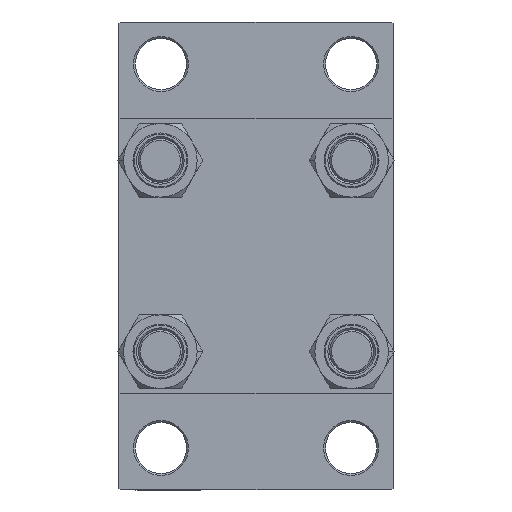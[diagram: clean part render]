
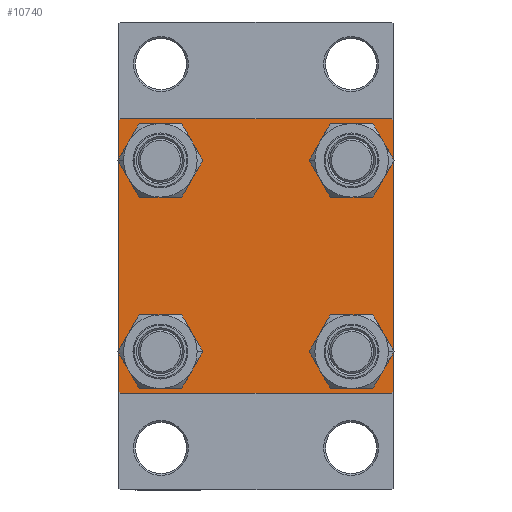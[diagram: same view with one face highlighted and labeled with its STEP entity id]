
A CAD part, left-side view. The second image highlights one B-rep face of the part: STEP entity #10740.
In plain terms, the highlighted planar face has unit normal (-1, 0, 0).
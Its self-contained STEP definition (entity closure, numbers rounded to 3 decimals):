
#257 = ORIENTED_EDGE ( 'NONE', *, *, #18053, .F. ) ;
#312 = VECTOR ( 'NONE', #30821, 1000. ) ;
#388 = CARTESIAN_POINT ( 'NONE',  ( 0., 37.25, -37.25 ) ) ;
#980 = CARTESIAN_POINT ( 'NONE',  ( 0., -37., -37.5 ) ) ;
#1056 = ORIENTED_EDGE ( 'NONE', *, *, #12730, .T. ) ;
#1102 = DIRECTION ( 'NONE',  ( 0., -0.707, -0.707 ) ) ;
#1696 = ORIENTED_EDGE ( 'NONE', *, *, #22437, .T. ) ;
#2070 = DIRECTION ( 'NONE',  ( -1., 0., 0. ) ) ;
#2209 = CARTESIAN_POINT ( 'NONE',  ( 0., 37.25, 37.25 ) ) ;
#2280 = VERTEX_POINT ( 'NONE', #19576 ) ;
#2542 = VERTEX_POINT ( 'NONE', #30001 ) ;
#3205 = DIRECTION ( 'NONE',  ( 0., -0.707, 0.707 ) ) ;
#3500 = VERTEX_POINT ( 'NONE', #36360 ) ;
#3707 = CARTESIAN_POINT ( 'NONE',  ( 0., 37., 37.5 ) ) ;
#3754 = CARTESIAN_POINT ( 'NONE',  ( 0., -26.15, -19.65 ) ) ;
#4584 = CIRCLE ( 'NONE', #29218, 6.5 ) ;
#5459 = AXIS2_PLACEMENT_3D ( 'NONE', #38708, #2070, #5461 ) ;
#5461 = DIRECTION ( 'NONE',  ( 0., 0., 1. ) ) ;
#5930 = FACE_BOUND ( 'NONE', #44241, .T. ) ;
#6069 = DIRECTION ( 'NONE',  ( 0., 0.707, -0.707 ) ) ;
#6283 = AXIS2_PLACEMENT_3D ( 'NONE', #17365, #16402, #9891 ) ;
#6916 = VECTOR ( 'NONE', #33692, 1000. ) ;
#7993 = AXIS2_PLACEMENT_3D ( 'NONE', #36815, #33201, #11753 ) ;
#8219 = EDGE_CURVE ( 'NONE', #23705, #14704, #4584, .T. ) ;
#8502 = CIRCLE ( 'NONE', #36957, 6.5 ) ;
#8747 = VERTEX_POINT ( 'NONE', #32409 ) ;
#8901 = LINE ( 'NONE', #38532, #312 ) ;
#9194 = LINE ( 'NONE', #26552, #30482 ) ;
#9775 = ORIENTED_EDGE ( 'NONE', *, *, #38143, .T. ) ;
#9830 = DIRECTION ( 'NONE',  ( 1., 0., 0. ) ) ;
#9891 = DIRECTION ( 'NONE',  ( 0., 0., 1. ) ) ;
#9894 = CIRCLE ( 'NONE', #22959, 6.5 ) ;
#10330 = ORIENTED_EDGE ( 'NONE', *, *, #43011, .T. ) ;
#10464 = CARTESIAN_POINT ( 'NONE',  ( 0., 26.15, -26.15 ) ) ;
#10740 = ADVANCED_FACE ( 'NONE', ( #24251, #45944, #5930, #46187, #13173 ), #24488, .T. ) ;
#11251 = ORIENTED_EDGE ( 'NONE', *, *, #8219, .T. ) ;
#11720 = LINE ( 'NONE', #388, #40147 ) ;
#11753 = DIRECTION ( 'NONE',  ( 0., 0., 1. ) ) ;
#12730 = EDGE_CURVE ( 'NONE', #3500, #13785, #34766, .T. ) ;
#13148 = EDGE_CURVE ( 'NONE', #2542, #14857, #11720, .T. ) ;
#13173 = FACE_OUTER_BOUND ( 'NONE', #28962, .T. ) ;
#13260 = AXIS2_PLACEMENT_3D ( 'NONE', #10464, #32393, #17695 ) ;
#13785 = VERTEX_POINT ( 'NONE', #23403 ) ;
#14064 = ORIENTED_EDGE ( 'NONE', *, *, #18567, .T. ) ;
#14704 = VERTEX_POINT ( 'NONE', #26315 ) ;
#14792 = CIRCLE ( 'NONE', #13260, 6.5 ) ;
#14857 = VERTEX_POINT ( 'NONE', #20043 ) ;
#16046 = EDGE_LOOP ( 'NONE', ( #1056, #26607 ) ) ;
#16103 = VECTOR ( 'NONE', #6069, 1000. ) ;
#16402 = DIRECTION ( 'NONE',  ( 1., 0., 0. ) ) ;
#16466 = VERTEX_POINT ( 'NONE', #37231 ) ;
#16931 = CARTESIAN_POINT ( 'NONE',  ( 0., -26.15, 26.15 ) ) ;
#17365 = CARTESIAN_POINT ( 'NONE',  ( 0., -26.15, 26.15 ) ) ;
#17412 = ORIENTED_EDGE ( 'NONE', *, *, #32154, .T. ) ;
#17695 = DIRECTION ( 'NONE',  ( 0., 0., 1. ) ) ;
#17704 = DIRECTION ( 'NONE',  ( 0., 0., 1. ) ) ;
#17941 = EDGE_CURVE ( 'NONE', #24954, #2280, #25372, .T. ) ;
#18053 = EDGE_CURVE ( 'NONE', #35810, #2280, #44167, .T. ) ;
#18164 = DIRECTION ( 'NONE',  ( 1., 0., 0. ) ) ;
#18567 = EDGE_CURVE ( 'NONE', #36512, #2542, #8901, .T. ) ;
#18762 = VECTOR ( 'NONE', #3205, 1000. ) ;
#18818 = DIRECTION ( 'NONE',  ( 0., 0., 1. ) ) ;
#19429 = VERTEX_POINT ( 'NONE', #38842 ) ;
#19562 = DIRECTION ( 'NONE',  ( 0., -1., 0. ) ) ;
#19576 = CARTESIAN_POINT ( 'NONE',  ( 0., -37.5, -37. ) ) ;
#19705 = ORIENTED_EDGE ( 'NONE', *, *, #21366, .T. ) ;
#19786 = ORIENTED_EDGE ( 'NONE', *, *, #35253, .T. ) ;
#20043 = CARTESIAN_POINT ( 'NONE',  ( 0., 37., -37.5 ) ) ;
#20676 = VERTEX_POINT ( 'NONE', #38133 ) ;
#20780 = LINE ( 'NONE', #2209, #16103 ) ;
#20801 = DIRECTION ( 'NONE',  ( 1., 0., 0. ) ) ;
#21087 = CIRCLE ( 'NONE', #7993, 6.5 ) ;
#21278 = DIRECTION ( 'NONE',  ( 0., 0., 1. ) ) ;
#21366 = EDGE_CURVE ( 'NONE', #14704, #23705, #21087, .T. ) ;
#22437 = EDGE_CURVE ( 'NONE', #19429, #8747, #25702, .T. ) ;
#22653 = CARTESIAN_POINT ( 'NONE',  ( 0., 37.5, -37.5 ) ) ;
#22959 = AXIS2_PLACEMENT_3D ( 'NONE', #47186, #9830, #39462 ) ;
#23403 = CARTESIAN_POINT ( 'NONE',  ( 0., -26.15, 19.65 ) ) ;
#23686 = EDGE_LOOP ( 'NONE', ( #43637, #1696 ) ) ;
#23705 = VERTEX_POINT ( 'NONE', #3754 ) ;
#24102 = EDGE_CURVE ( 'NONE', #8747, #19429, #35038, .T. ) ;
#24251 = FACE_BOUND ( 'NONE', #16046, .T. ) ;
#24488 = PLANE ( 'NONE',  #5459 ) ;
#24655 = VERTEX_POINT ( 'NONE', #3707 ) ;
#24954 = VERTEX_POINT ( 'NONE', #980 ) ;
#25372 = LINE ( 'NONE', #33309, #18762 ) ;
#25702 = CIRCLE ( 'NONE', #38022, 6.5 ) ;
#25851 = EDGE_CURVE ( 'NONE', #24655, #16466, #9194, .T. ) ;
#26315 = CARTESIAN_POINT ( 'NONE',  ( 0., -26.15, -32.65 ) ) ;
#26552 = CARTESIAN_POINT ( 'NONE',  ( 0., 37.5, 37.5 ) ) ;
#26607 = ORIENTED_EDGE ( 'NONE', *, *, #38562, .T. ) ;
#28789 = VECTOR ( 'NONE', #33073, 1000. ) ;
#28962 = EDGE_LOOP ( 'NONE', ( #14064, #44399, #19786, #47705, #257, #9775, #33049, #17412 ) ) ;
#29218 = AXIS2_PLACEMENT_3D ( 'NONE', #47508, #36425, #18818 ) ;
#30001 = CARTESIAN_POINT ( 'NONE',  ( 0., 37.5, -37. ) ) ;
#30450 = EDGE_CURVE ( 'NONE', #44046, #20676, #9894, .T. ) ;
#30482 = VECTOR ( 'NONE', #19562, 1000. ) ;
#30776 = CARTESIAN_POINT ( 'NONE',  ( 0., 37.5, 37. ) ) ;
#30821 = DIRECTION ( 'NONE',  ( 0., 0., -1. ) ) ;
#31152 = CARTESIAN_POINT ( 'NONE',  ( 0., 26.15, -32.65 ) ) ;
#31640 = DIRECTION ( 'NONE',  ( 1., 0., 0. ) ) ;
#32154 = EDGE_CURVE ( 'NONE', #24655, #36512, #20780, .T. ) ;
#32393 = DIRECTION ( 'NONE',  ( 1., 0., 0. ) ) ;
#32409 = CARTESIAN_POINT ( 'NONE',  ( 0., 26.15, 32.65 ) ) ;
#33049 = ORIENTED_EDGE ( 'NONE', *, *, #25851, .F. ) ;
#33073 = DIRECTION ( 'NONE',  ( 0., 0., -1. ) ) ;
#33201 = DIRECTION ( 'NONE',  ( 1., 0., 0. ) ) ;
#33309 = CARTESIAN_POINT ( 'NONE',  ( 0., -37.25, -37.25 ) ) ;
#33692 = DIRECTION ( 'NONE',  ( 0., 0.707, 0.707 ) ) ;
#34766 = CIRCLE ( 'NONE', #6283, 6.5 ) ;
#35038 = CIRCLE ( 'NONE', #37331, 6.5 ) ;
#35108 = CARTESIAN_POINT ( 'NONE',  ( 0., -37.5, 37. ) ) ;
#35253 = EDGE_CURVE ( 'NONE', #14857, #24954, #40950, .T. ) ;
#35810 = VERTEX_POINT ( 'NONE', #35108 ) ;
#36360 = CARTESIAN_POINT ( 'NONE',  ( 0., -26.15, 32.65 ) ) ;
#36409 = EDGE_LOOP ( 'NONE', ( #11251, #19705 ) ) ;
#36425 = DIRECTION ( 'NONE',  ( 1., 0., 0. ) ) ;
#36512 = VERTEX_POINT ( 'NONE', #30776 ) ;
#36684 = CARTESIAN_POINT ( 'NONE',  ( 0., -37.5, 37.5 ) ) ;
#36815 = CARTESIAN_POINT ( 'NONE',  ( 0., -26.15, -26.15 ) ) ;
#36957 = AXIS2_PLACEMENT_3D ( 'NONE', #16931, #31640, #46343 ) ;
#36958 = VECTOR ( 'NONE', #37345, 1000. ) ;
#37231 = CARTESIAN_POINT ( 'NONE',  ( 0., -37., 37.5 ) ) ;
#37313 = LINE ( 'NONE', #45685, #6916 ) ;
#37331 = AXIS2_PLACEMENT_3D ( 'NONE', #45867, #20801, #21278 ) ;
#37345 = DIRECTION ( 'NONE',  ( 0., -1., 0. ) ) ;
#38022 = AXIS2_PLACEMENT_3D ( 'NONE', #43497, #18164, #17704 ) ;
#38133 = CARTESIAN_POINT ( 'NONE',  ( 0., 26.15, -19.65 ) ) ;
#38143 = EDGE_CURVE ( 'NONE', #35810, #16466, #37313, .T. ) ;
#38532 = CARTESIAN_POINT ( 'NONE',  ( 0., 37.5, 37.5 ) ) ;
#38562 = EDGE_CURVE ( 'NONE', #13785, #3500, #8502, .T. ) ;
#38708 = CARTESIAN_POINT ( 'NONE',  ( 0., 0., 0. ) ) ;
#38842 = CARTESIAN_POINT ( 'NONE',  ( 0., 26.15, 19.65 ) ) ;
#39462 = DIRECTION ( 'NONE',  ( 0., 0., 1. ) ) ;
#40147 = VECTOR ( 'NONE', #1102, 1000. ) ;
#40950 = LINE ( 'NONE', #22653, #36958 ) ;
#43011 = EDGE_CURVE ( 'NONE', #20676, #44046, #14792, .T. ) ;
#43497 = CARTESIAN_POINT ( 'NONE',  ( 0., 26.15, 26.15 ) ) ;
#43637 = ORIENTED_EDGE ( 'NONE', *, *, #24102, .T. ) ;
#43901 = ORIENTED_EDGE ( 'NONE', *, *, #30450, .T. ) ;
#44046 = VERTEX_POINT ( 'NONE', #31152 ) ;
#44167 = LINE ( 'NONE', #36684, #28789 ) ;
#44241 = EDGE_LOOP ( 'NONE', ( #10330, #43901 ) ) ;
#44399 = ORIENTED_EDGE ( 'NONE', *, *, #13148, .T. ) ;
#45685 = CARTESIAN_POINT ( 'NONE',  ( 0., -37.25, 37.25 ) ) ;
#45867 = CARTESIAN_POINT ( 'NONE',  ( 0., 26.15, 26.15 ) ) ;
#45944 = FACE_BOUND ( 'NONE', #36409, .T. ) ;
#46187 = FACE_BOUND ( 'NONE', #23686, .T. ) ;
#46343 = DIRECTION ( 'NONE',  ( 0., 0., 1. ) ) ;
#47186 = CARTESIAN_POINT ( 'NONE',  ( 0., 26.15, -26.15 ) ) ;
#47508 = CARTESIAN_POINT ( 'NONE',  ( 0., -26.15, -26.15 ) ) ;
#47705 = ORIENTED_EDGE ( 'NONE', *, *, #17941, .T. ) ;
